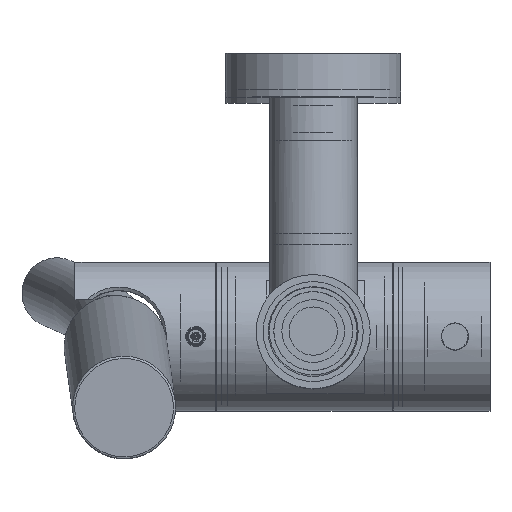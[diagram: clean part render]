
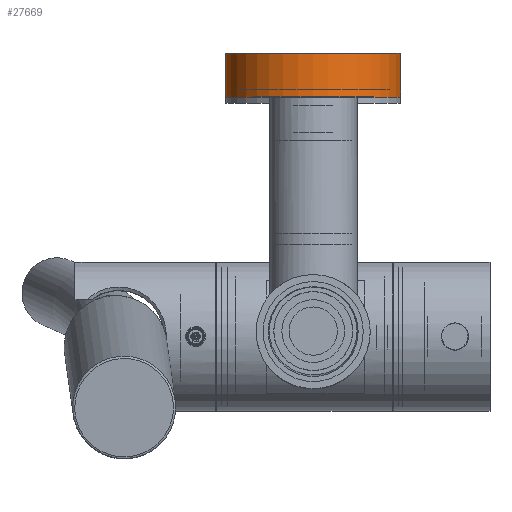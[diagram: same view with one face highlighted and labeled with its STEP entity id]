
A CAD part, top view. The second image highlights one B-rep face of the part: STEP entity #27669.
In plain terms, the highlighted cylindrical face has radius 20 mm (diameter 40 mm), a full revolution.
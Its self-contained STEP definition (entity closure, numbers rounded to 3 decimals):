
#27594=CARTESIAN_POINT('',(0.,54.15,379.35));
#27595=VERTEX_POINT('',#27594);
#27596=CARTESIAN_POINT('',(-20.,54.15,359.35));
#27597=VERTEX_POINT('',#27596);
#27598=CARTESIAN_POINT('',(0.,54.15,359.35));
#27599=DIRECTION('',(0.,1.,0.));
#27600=DIRECTION('',(-1.,0.,0.));
#27601=AXIS2_PLACEMENT_3D('',#27598,#27599,#27600);
#27602=CIRCLE('',#27601,20.);
#27603=EDGE_CURVE('',#27595,#27597,#27602,.T.);
#27605=CARTESIAN_POINT('',(0.,54.15,359.35));
#27606=DIRECTION('',(0.,1.,0.));
#27607=DIRECTION('',(-1.,0.,0.));
#27608=AXIS2_PLACEMENT_3D('',#27605,#27606,#27607);
#27609=CIRCLE('',#27608,20.);
#27610=EDGE_CURVE('',#27597,#27595,#27609,.T.);
#27635=CARTESIAN_POINT('',(0.,65.15,359.35));
#27636=DIRECTION('',(0.,-1.,-0.));
#27637=DIRECTION('',(0.,-0.,1.));
#27638=AXIS2_PLACEMENT_3D('',#27635,#27636,#27637);
#27639=CYLINDRICAL_SURFACE('',#27638,20.);
#27640=CARTESIAN_POINT('',(0.,64.15,379.35));
#27641=VERTEX_POINT('',#27640);
#27642=CARTESIAN_POINT('',(0.,54.15,379.35));
#27643=DIRECTION('',(-0.,1.,0.));
#27644=VECTOR('',#27643,10.);
#27645=LINE('',#27642,#27644);
#27646=EDGE_CURVE('',#27595,#27641,#27645,.T.);
#27647=ORIENTED_EDGE('',*,*,#27646,.T.);
#27648=CARTESIAN_POINT('',(-20.,64.15,359.35));
#27649=VERTEX_POINT('',#27648);
#27650=CARTESIAN_POINT('',(0.,64.15,359.35));
#27651=DIRECTION('',(-0.,-1.,-0.));
#27652=DIRECTION('',(-1.,0.,0.));
#27653=AXIS2_PLACEMENT_3D('',#27650,#27651,#27652);
#27654=CIRCLE('',#27653,20.);
#27655=EDGE_CURVE('',#27641,#27649,#27654,.T.);
#27656=ORIENTED_EDGE('',*,*,#27655,.T.);
#27657=CARTESIAN_POINT('',(0.,64.15,359.35));
#27658=DIRECTION('',(-0.,-1.,-0.));
#27659=DIRECTION('',(-1.,0.,0.));
#27660=AXIS2_PLACEMENT_3D('',#27657,#27658,#27659);
#27661=CIRCLE('',#27660,20.);
#27662=EDGE_CURVE('',#27649,#27641,#27661,.T.);
#27663=ORIENTED_EDGE('',*,*,#27662,.T.);
#27664=ORIENTED_EDGE('',*,*,#27646,.F.);
#27665=ORIENTED_EDGE('',*,*,#27603,.T.);
#27666=ORIENTED_EDGE('',*,*,#27610,.T.);
#27667=EDGE_LOOP('',(#27647,#27656,#27663,#27664,#27665,#27666));
#27668=FACE_BOUND('',#27667,.T.);
#27669=ADVANCED_FACE('',(#27668),#27639,.T.);
